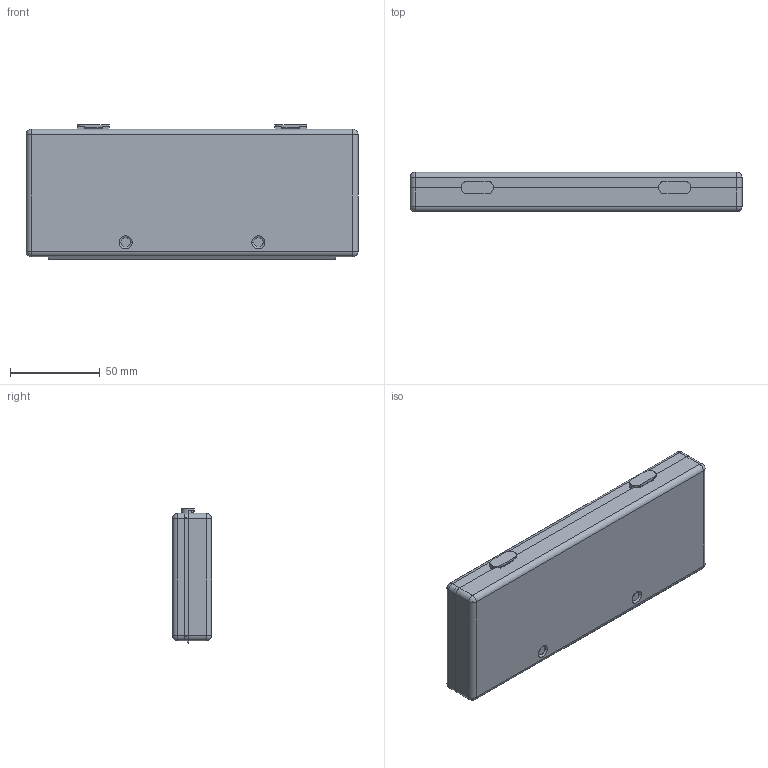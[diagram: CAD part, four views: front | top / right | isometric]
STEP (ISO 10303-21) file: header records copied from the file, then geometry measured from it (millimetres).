
FILE_DESCRIPTION (( 'STEP AP214' ), '1' );
FILE_NAME ('B146 Êîðîáêà ïëàñòèêîâàÿ, 186x71x22 ìì.STEP', '2020-02-03T09:51:17', ( 'Ïîëüçîâàòåëü Windows' ), ( '' ), 'SwSTEP 2.0', 'SolidWorks 2019', '' );
FILE_SCHEMA (( 'AUTOMOTIVE_DESIGN' ));
Length unit declared in the file: millimetre
Products named in the file (3): B146 Êîðîáêà ïëàñòèêîâàÿ, 186x71x22 ìì; B146 澎觐耱黖00; B146 Êðûøêà_00
Assembly tree (2 placements, depth 2):
  B146 Êîðîáêà ïëàñòèêîâàÿ, 186x71x22 ìì
    B146 澎觐耱黖00
    B146 Êðûøêà_00
Bounding box: 185 x 21.87 x 75.1 mm (x, y, z)
Volume: 50118.6 mm3; surface area: 75272.3 mm2
Topology: 8 solids, 8 shells, 152 faces, 358 edges, 220 vertices
Faces by surface type: plane 78, cylinder 54, torus 12, sphere 8
Entity records: 4450 total; most frequent: DIRECTION 796, CARTESIAN_POINT 727, ORIENTED_EDGE 700, EDGE_CURVE 350, AXIS2_PLACEMENT_3D 289, VERTEX_POINT 220, LINE 218, VECTOR 218
